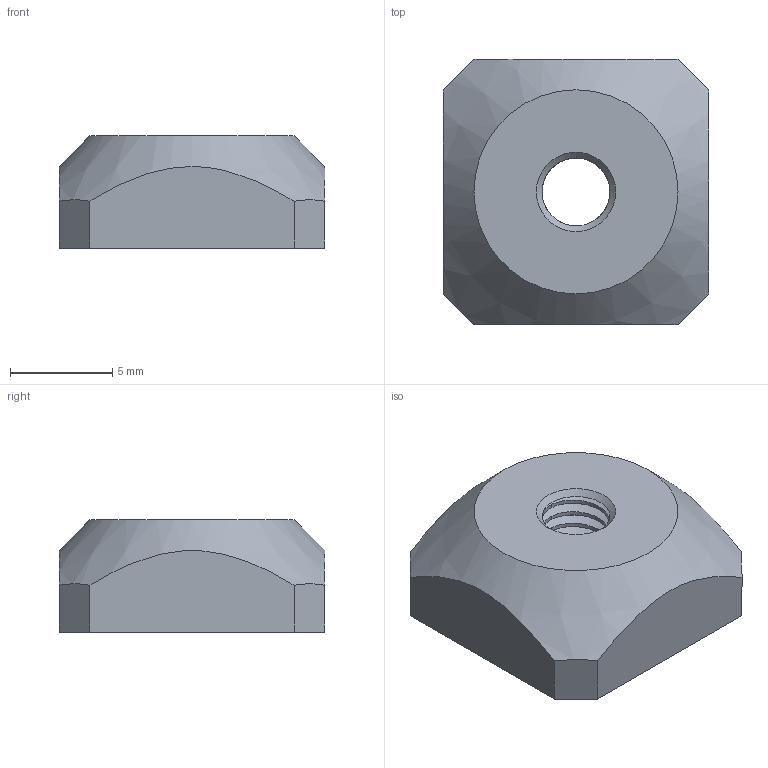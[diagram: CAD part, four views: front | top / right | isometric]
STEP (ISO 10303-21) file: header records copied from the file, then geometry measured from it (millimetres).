
FILE_DESCRIPTION(/* description */ (''),/* implementation_level */ '2;1');
FILE_NAME(/* name */ 'M4S-0 v3.step',/* time_stamp */ '2020-09-15T11:23:56-04:00',/* author */ (''),/* organization */ (''),/* preprocessor_version */ 'ST-DEVELOPER v18.1',/* originating_system */ 'Autodesk Translation Framework v9.3.0.1241',/* authorisation */ '');
FILE_SCHEMA (('AUTOMOTIVE_DESIGN { 1 0 10303 214 3 1 1 }'));
Length unit declared in the file: millimetre
Products named in the file (1): M4S-0
Bounding box: 13 x 13 x 5.5 mm (x, y, z)
Volume: 736.4 mm3; surface area: 603.2 mm2
Topology: 1 solids, 1 shells, 33 faces, 89 edges, 58 vertices
Faces by surface type: cylinder 16, plane 12, cone 3, bspline 2
Full cylindrical faces by diameter (mm): 3.332 x3, 4.109 x2
Entity records: 2143 total; most frequent: CARTESIAN_POINT 1363, ORIENTED_EDGE 178, DIRECTION 119, EDGE_CURVE 89, VERTEX_POINT 58, AXIS2_PLACEMENT_3D 43, B_SPLINE_CURVE_WITH_KNOTS 36, EDGE_LOOP 35
